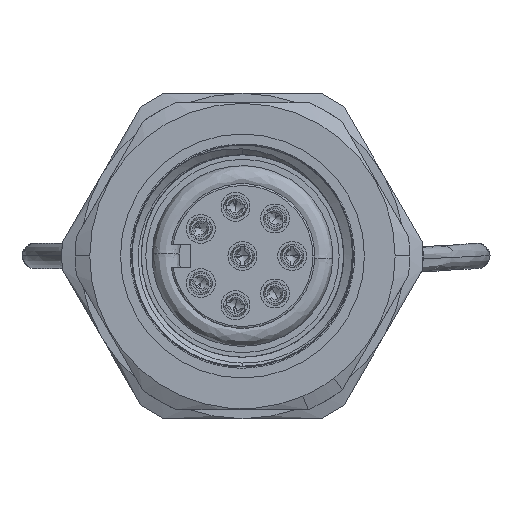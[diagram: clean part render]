
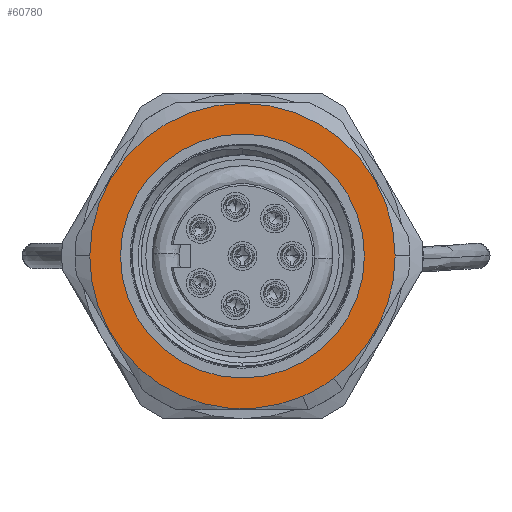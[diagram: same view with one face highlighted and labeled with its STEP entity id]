
A CAD part, left-side view. The second image highlights one B-rep face of the part: STEP entity #60780.
In plain terms, the highlighted planar face has unit normal (-1, 0, 0).
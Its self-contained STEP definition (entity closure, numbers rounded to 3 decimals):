
#730 = ORIENTED_EDGE ( 'NONE', *, *, #60295, .F. ) ;
#962 = DIRECTION ( 'NONE',  ( 0., -1., -0.009 ) ) ;
#1239 = FACE_BOUND ( 'NONE', #37870, .T. ) ;
#5568 = AXIS2_PLACEMENT_3D ( 'NONE', #55115, #26328, #42644 ) ;
#5864 = DIRECTION ( 'NONE',  ( 0., 0.009, -1. ) ) ;
#6798 = CARTESIAN_POINT ( 'NONE',  ( -8.773, -7.814, 18.523 ) ) ;
#10174 = AXIS2_PLACEMENT_3D ( 'NONE', #72023, #20151, #43257 ) ;
#10798 = ORIENTED_EDGE ( 'NONE', *, *, #50338, .F. ) ;
#11171 = CARTESIAN_POINT ( 'NONE',  ( -8.773, -2.812, 25.334 ) ) ;
#11548 = PLANE ( 'NONE',  #18527 ) ;
#12008 = DIRECTION ( 'NONE',  ( 1., 0., 0. ) ) ;
#12868 = ORIENTED_EDGE ( 'NONE', *, *, #21045, .F. ) ;
#13024 = CIRCLE ( 'NONE', #36018, 6.75 ) ;
#13987 = CARTESIAN_POINT ( 'NONE',  ( -8.773, 5.638, 25.408 ) ) ;
#18527 = AXIS2_PLACEMENT_3D ( 'NONE', #74800, #47125, #30097 ) ;
#20151 = DIRECTION ( 'NONE',  ( 1., 0., 0. ) ) ;
#21045 = EDGE_CURVE ( 'NONE', #50541, #39635, #13024, .T. ) ;
#23346 = AXIS2_PLACEMENT_3D ( 'NONE', #28495, #29243, #23549 ) ;
#23549 = DIRECTION ( 'NONE',  ( 0., 0.009, -1. ) ) ;
#25391 = CIRCLE ( 'NONE', #70165, 8.45 ) ;
#26328 = DIRECTION ( 'NONE',  ( 1., 0., 0. ) ) ;
#28495 = CARTESIAN_POINT ( 'NONE',  ( -8.773, -2.812, 25.334 ) ) ;
#28583 = CIRCLE ( 'NONE', #5568, 8.45 ) ;
#29243 = DIRECTION ( 'NONE',  ( -1., 0., 0. ) ) ;
#30097 = DIRECTION ( 'NONE',  ( 0., -0.009, 1. ) ) ;
#35135 = EDGE_CURVE ( 'NONE', #73367, #55481, #25391, .T. ) ;
#35550 = AXIS2_PLACEMENT_3D ( 'NONE', #69968, #12008, #962 ) ;
#35552 = VERTEX_POINT ( 'NONE', #6798 ) ;
#35908 = CARTESIAN_POINT ( 'NONE',  ( -8.773, -6.078, 17.541 ) ) ;
#36018 = AXIS2_PLACEMENT_3D ( 'NONE', #11171, #39989, #5864 ) ;
#36457 = DIRECTION ( 'NONE',  ( 1., 0., 0. ) ) ;
#37870 = EDGE_LOOP ( 'NONE', ( #730, #12868 ) ) ;
#39635 = VERTEX_POINT ( 'NONE', #42556 ) ;
#39859 = ORIENTED_EDGE ( 'NONE', *, *, #35135, .F. ) ;
#39989 = DIRECTION ( 'NONE',  ( -1., 0., 0. ) ) ;
#41384 = DIRECTION ( 'NONE',  ( 0., -1., -0.009 ) ) ;
#42556 = CARTESIAN_POINT ( 'NONE',  ( -8.773, -2.753, 18.584 ) ) ;
#42644 = DIRECTION ( 'NONE',  ( 0., -1., -0.009 ) ) ;
#43257 = DIRECTION ( 'NONE',  ( 0., -1., -0.009 ) ) ;
#44291 = EDGE_LOOP ( 'NONE', ( #60274, #49392, #39859, #10798 ) ) ;
#47125 = DIRECTION ( 'NONE',  ( 1., 0., 0. ) ) ;
#47781 = CARTESIAN_POINT ( 'NONE',  ( -8.773, -2.812, 25.334 ) ) ;
#49392 = ORIENTED_EDGE ( 'NONE', *, *, #71314, .F. ) ;
#49393 = EDGE_CURVE ( 'NONE', #35552, #59076, #63357, .T. ) ;
#50338 = EDGE_CURVE ( 'NONE', #59076, #73367, #56145, .T. ) ;
#50541 = VERTEX_POINT ( 'NONE', #60265 ) ;
#55115 = CARTESIAN_POINT ( 'NONE',  ( -8.773, -2.812, 25.334 ) ) ;
#55481 = VERTEX_POINT ( 'NONE', #69291 ) ;
#56145 = CIRCLE ( 'NONE', #10174, 8.45 ) ;
#59076 = VERTEX_POINT ( 'NONE', #35908 ) ;
#60265 = CARTESIAN_POINT ( 'NONE',  ( -8.773, -2.871, 32.084 ) ) ;
#60274 = ORIENTED_EDGE ( 'NONE', *, *, #49393, .F. ) ;
#60295 = EDGE_CURVE ( 'NONE', #39635, #50541, #63289, .T. ) ;
#60780 = ADVANCED_FACE ( 'NONE', ( #1239, #69509 ), #11548, .F. ) ;
#63289 = CIRCLE ( 'NONE', #23346, 6.75 ) ;
#63357 = CIRCLE ( 'NONE', #35550, 8.45 ) ;
#69291 = CARTESIAN_POINT ( 'NONE',  ( -8.773, -11.262, 25.26 ) ) ;
#69509 = FACE_OUTER_BOUND ( 'NONE', #44291, .T. ) ;
#69968 = CARTESIAN_POINT ( 'NONE',  ( -8.773, -2.812, 25.334 ) ) ;
#70165 = AXIS2_PLACEMENT_3D ( 'NONE', #47781, #36457, #41384 ) ;
#71314 = EDGE_CURVE ( 'NONE', #55481, #35552, #28583, .T. ) ;
#72023 = CARTESIAN_POINT ( 'NONE',  ( -8.773, -2.812, 25.334 ) ) ;
#73367 = VERTEX_POINT ( 'NONE', #13987 ) ;
#74800 = CARTESIAN_POINT ( 'NONE',  ( -8.773, -2.812, 25.334 ) ) ;
